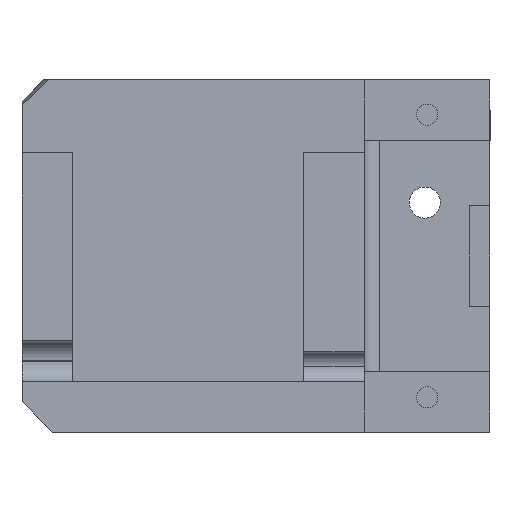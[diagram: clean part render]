
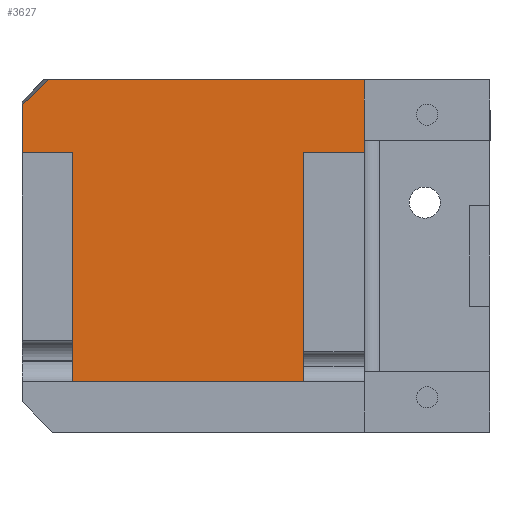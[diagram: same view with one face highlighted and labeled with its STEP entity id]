
A CAD part, front view. The second image highlights one B-rep face of the part: STEP entity #3627.
In plain terms, the highlighted planar face has unit normal (0, -1, 0).
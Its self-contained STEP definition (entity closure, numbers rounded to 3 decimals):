
#114 = CARTESIAN_POINT ( 'NONE',  ( -71.5, 12.5, -35. ) ) ;
#117 = B_SPLINE_CURVE_WITH_KNOTS ( 'NONE', 3,
 ( #636, #3475, #3158, #547 ),
 .UNSPECIFIED., .F., .F.,
 ( 4, 4 ),
 ( 0., 0.004 ),
 .UNSPECIFIED. ) ;
#157 = EDGE_LOOP ( 'NONE', ( #418, #1026, #3570, #3881, #411, #713, #1738, #2764, #3733, #4154 ) ) ;
#174 = LINE ( 'NONE', #811, #3929 ) ;
#411 = ORIENTED_EDGE ( 'NONE', *, *, #3170, .T. ) ;
#418 = ORIENTED_EDGE ( 'NONE', *, *, #1313, .F. ) ;
#464 = LINE ( 'NONE', #3062, #3653 ) ;
#484 = EDGE_CURVE ( 'NONE', #3554, #2145, #2484, .T. ) ;
#514 = CARTESIAN_POINT ( 'NONE',  ( -42.5, 12.5, 0. ) ) ;
#547 = CARTESIAN_POINT ( 'NONE',  ( -73.896, 12.5, 0. ) ) ;
#636 = CARTESIAN_POINT ( 'NONE',  ( -76.5, 12.5, -2.478 ) ) ;
#667 = VECTOR ( 'NONE', #1910, 1000. ) ;
#713 = ORIENTED_EDGE ( 'NONE', *, *, #1935, .T. ) ;
#764 = DIRECTION ( 'NONE',  ( -1., 0., 0. ) ) ;
#811 = CARTESIAN_POINT ( 'NONE',  ( -42.5, 12.5, -7.25 ) ) ;
#930 = CARTESIAN_POINT ( 'NONE',  ( -48.5, 12.5, -7.25 ) ) ;
#948 = VECTOR ( 'NONE', #4157, 1000. ) ;
#966 = LINE ( 'NONE', #1292, #3458 ) ;
#1019 = VERTEX_POINT ( 'NONE', #3746 ) ;
#1026 = ORIENTED_EDGE ( 'NONE', *, *, #2440, .T. ) ;
#1118 = DIRECTION ( 'NONE',  ( 0., 0., 1. ) ) ;
#1162 = CARTESIAN_POINT ( 'NONE',  ( -48.5, 12.5, -30. ) ) ;
#1190 = CARTESIAN_POINT ( 'NONE',  ( -48.5, 12.5, -35. ) ) ;
#1257 = CARTESIAN_POINT ( 'NONE',  ( -48.5, 12.5, -30. ) ) ;
#1292 = CARTESIAN_POINT ( 'NONE',  ( -42.5, 12.5, -7.25 ) ) ;
#1313 = EDGE_CURVE ( 'NONE', #2980, #1019, #464, .T. ) ;
#1402 = DIRECTION ( 'NONE',  ( 0., 0., 1. ) ) ;
#1435 = PLANE ( 'NONE',  #3119 ) ;
#1508 = VERTEX_POINT ( 'NONE', #930 ) ;
#1612 = VECTOR ( 'NONE', #1402, 1000. ) ;
#1675 = VECTOR ( 'NONE', #4097, 1000. ) ;
#1738 = ORIENTED_EDGE ( 'NONE', *, *, #3737, .T. ) ;
#1910 = DIRECTION ( 'NONE',  ( 1., 0., 0. ) ) ;
#1935 = EDGE_CURVE ( 'NONE', #1508, #3328, #2547, .T. ) ;
#1992 = EDGE_CURVE ( 'NONE', #2773, #2599, #966, .T. ) ;
#2145 = VERTEX_POINT ( 'NONE', #1257 ) ;
#2321 = LINE ( 'NONE', #3909, #3309 ) ;
#2322 = CARTESIAN_POINT ( 'NONE',  ( -76.5, 12.5, -7.25 ) ) ;
#2440 = EDGE_CURVE ( 'NONE', #2980, #3358, #2321, .T. ) ;
#2484 = LINE ( 'NONE', #1162, #1675 ) ;
#2523 = EDGE_CURVE ( 'NONE', #3554, #3358, #3700, .T. ) ;
#2547 = LINE ( 'NONE', #2862, #667 ) ;
#2587 = DIRECTION ( 'NONE',  ( 0., 0., 1. ) ) ;
#2599 = VERTEX_POINT ( 'NONE', #514 ) ;
#2641 = CARTESIAN_POINT ( 'NONE',  ( -73.896, 12.5, 0. ) ) ;
#2728 = EDGE_CURVE ( 'NONE', #1019, #2922, #117, .T. ) ;
#2764 = ORIENTED_EDGE ( 'NONE', *, *, #1992, .T. ) ;
#2773 = VERTEX_POINT ( 'NONE', #3138 ) ;
#2776 = VECTOR ( 'NONE', #764, 1000. ) ;
#2790 = DIRECTION ( 'NONE',  ( 0., -1., 0. ) ) ;
#2862 = CARTESIAN_POINT ( 'NONE',  ( -48.5, 12.5, -7.25 ) ) ;
#2922 = VERTEX_POINT ( 'NONE', #2641 ) ;
#2980 = VERTEX_POINT ( 'NONE', #2322 ) ;
#3062 = CARTESIAN_POINT ( 'NONE',  ( -76.5, 12.5, -7.25 ) ) ;
#3108 = LINE ( 'NONE', #1190, #948 ) ;
#3119 = AXIS2_PLACEMENT_3D ( 'NONE', #3368, #2790, #3666 ) ;
#3138 = CARTESIAN_POINT ( 'NONE',  ( -42.5, 12.5, -6. ) ) ;
#3158 = CARTESIAN_POINT ( 'NONE',  ( -74.772, 12.5, -0.818 ) ) ;
#3170 = EDGE_CURVE ( 'NONE', #2145, #1508, #3108, .T. ) ;
#3220 = CARTESIAN_POINT ( 'NONE',  ( -71.5, 12.5, -7.25 ) ) ;
#3242 = DIRECTION ( 'NONE',  ( 1., 0., 0. ) ) ;
#3309 = VECTOR ( 'NONE', #3242, 1000. ) ;
#3328 = VERTEX_POINT ( 'NONE', #3927 ) ;
#3358 = VERTEX_POINT ( 'NONE', #3220 ) ;
#3368 = CARTESIAN_POINT ( 'NONE',  ( -48.5, 12.5, -35. ) ) ;
#3421 = LINE ( 'NONE', #3651, #2776 ) ;
#3458 = VECTOR ( 'NONE', #2587, 1000. ) ;
#3475 = CARTESIAN_POINT ( 'NONE',  ( -75.638, 12.5, -1.646 ) ) ;
#3554 = VERTEX_POINT ( 'NONE', #3775 ) ;
#3570 = ORIENTED_EDGE ( 'NONE', *, *, #2523, .F. ) ;
#3627 = ADVANCED_FACE ( 'NONE', ( #4039 ), #1435, .T. ) ;
#3651 = CARTESIAN_POINT ( 'NONE',  ( -48.5, 12.5, 0. ) ) ;
#3653 = VECTOR ( 'NONE', #1118, 1000. ) ;
#3666 = DIRECTION ( 'NONE',  ( 0., 0., -1. ) ) ;
#3676 = DIRECTION ( 'NONE',  ( 0., 0., 1. ) ) ;
#3700 = LINE ( 'NONE', #114, #1612 ) ;
#3733 = ORIENTED_EDGE ( 'NONE', *, *, #3750, .T. ) ;
#3737 = EDGE_CURVE ( 'NONE', #3328, #2773, #174, .T. ) ;
#3746 = CARTESIAN_POINT ( 'NONE',  ( -76.5, 12.5, -2.478 ) ) ;
#3750 = EDGE_CURVE ( 'NONE', #2599, #2922, #3421, .T. ) ;
#3775 = CARTESIAN_POINT ( 'NONE',  ( -71.5, 12.5, -30. ) ) ;
#3881 = ORIENTED_EDGE ( 'NONE', *, *, #484, .T. ) ;
#3909 = CARTESIAN_POINT ( 'NONE',  ( -71.5, 12.5, -7.25 ) ) ;
#3927 = CARTESIAN_POINT ( 'NONE',  ( -42.5, 12.5, -7.25 ) ) ;
#3929 = VECTOR ( 'NONE', #3676, 1000. ) ;
#4039 = FACE_OUTER_BOUND ( 'NONE', #157, .T. ) ;
#4097 = DIRECTION ( 'NONE',  ( 1., 0., 0. ) ) ;
#4154 = ORIENTED_EDGE ( 'NONE', *, *, #2728, .F. ) ;
#4157 = DIRECTION ( 'NONE',  ( 0., 0., 1. ) ) ;
